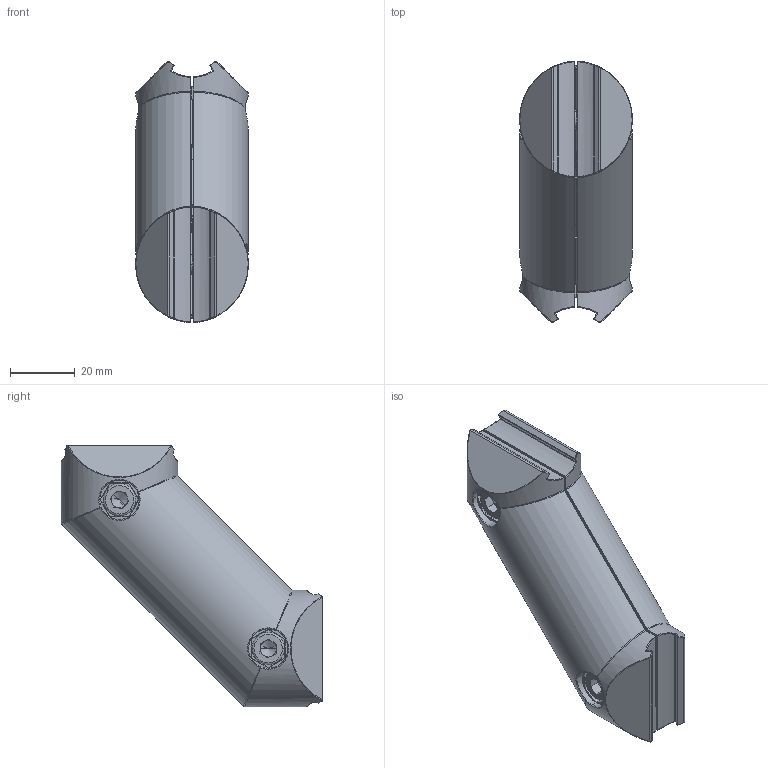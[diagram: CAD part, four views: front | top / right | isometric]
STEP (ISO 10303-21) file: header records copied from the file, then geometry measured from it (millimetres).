
FILE_DESCRIPTION (( 'STEP AP214' ), '1' );
FILE_NAME ('099rv2890qs01.STEP', '2013-09-30T07:33:17', ( '' ), ( '' ), 'SwSTEP 2.0', 'SolidWorks 2012', '' );
FILE_SCHEMA (( 'AUTOMOTIVE_DESIGN' ));
Length unit declared in the file: millimetre
Products named in the file (4): 4iso10511m06m_4iso10511m06m; 106019 - 4DIN912M0625M_DIN 912 M6 x 25 --- 25N; 099rv2890qr01; 099rv2890qs01
Assembly tree (6 placements, depth 2):
  099rv2890qs01
    099rv2890qr01  x2
    106019 - 4DIN912M0625M_DIN 912 M6 x 25 --- 25N  x2
    4iso10511m06m_4iso10511m06m  x2
Bounding box: 34.78 x 80.78 x 80.78 mm (x, y, z)
Volume: 47200.5 mm3; surface area: 31361.3 mm2
Topology: 6 solids, 6 shells, 1410 faces, 3086 edges, 1702 vertices
Faces by surface type: cone 292, bspline 282, cylinder 270, plane 216, torus 200, sphere 150
Entity records: 23186 total; most frequent: CARTESIAN_POINT 8689, ORIENTED_EDGE 3074, DIRECTION 3023, EDGE_CURVE 1537, AXIS2_PLACEMENT_3D 1279, VERTEX_POINT 851, EDGE_LOOP 724, CIRCLE 706
